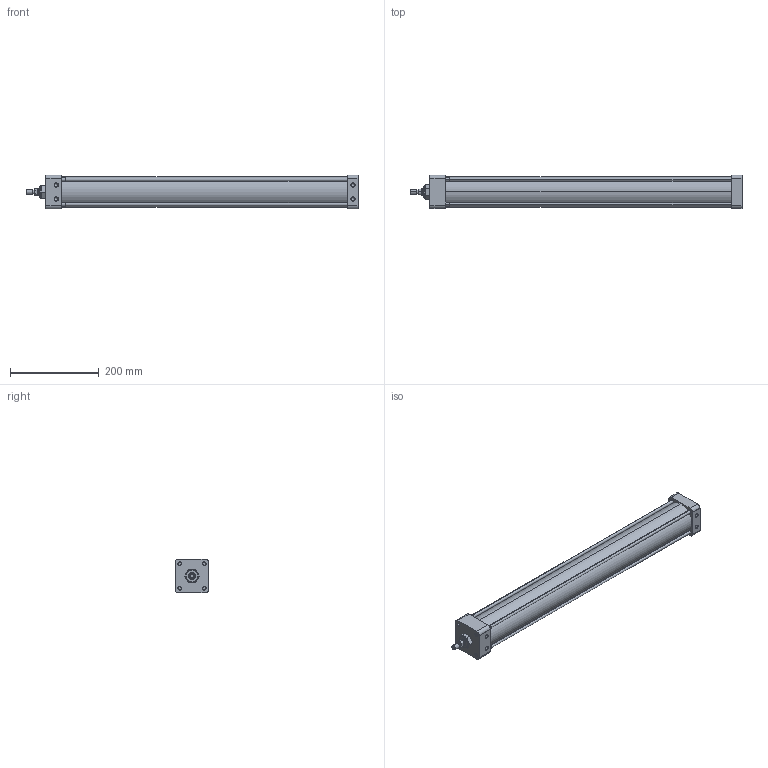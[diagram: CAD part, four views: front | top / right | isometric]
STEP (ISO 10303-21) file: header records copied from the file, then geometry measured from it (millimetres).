
FILE_DESCRIPTION (( 'STEP AP214' ), '1' );
FILE_NAME ('D40240DT-MC.STEP', '2016-03-07T13:23:33', ( '' ), ( '' ), 'SwSTEP 2.0', 'SolidWorks 2015', '' );
FILE_SCHEMA (( 'AUTOMOTIVE_DESIGN' ));
Length unit declared in the file: inch
Products named in the file (3): D40240DT-M PISTON; D40240DT-M BODY; D40240DT-MC
Assembly tree (2 placements, depth 2):
  D40240DT-MC
    D40240DT-M BODY
    D40240DT-M PISTON
Bounding box: 749.2 x 76.2 x 76.2 mm (x, y, z)
Volume: 1101890.7 mm3; surface area: 439011.7 mm2
Topology: 12 solids, 12 shells, 298 faces, 688 edges, 426 vertices
Faces by surface type: cylinder 114, plane 94, cone 84, bspline 4, torus 2
Entity records: 13029 total; most frequent: CARTESIAN_POINT 1912, DIRECTION 1590, ORIENTED_EDGE 1360, EDGE_CURVE 680, AXIS2_PLACEMENT_3D 637, VERTEX_POINT 426, EDGE_LOOP 350, CIRCLE 338
